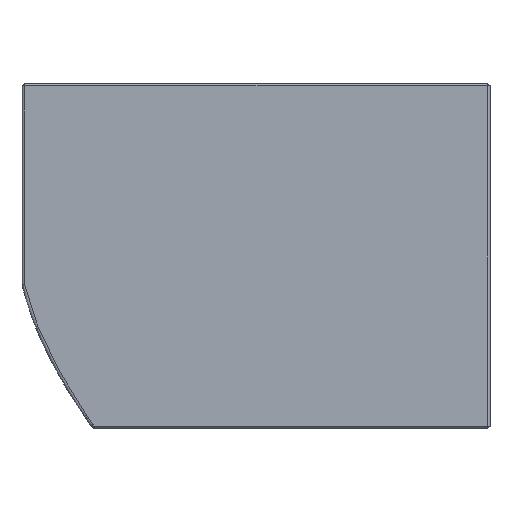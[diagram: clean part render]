
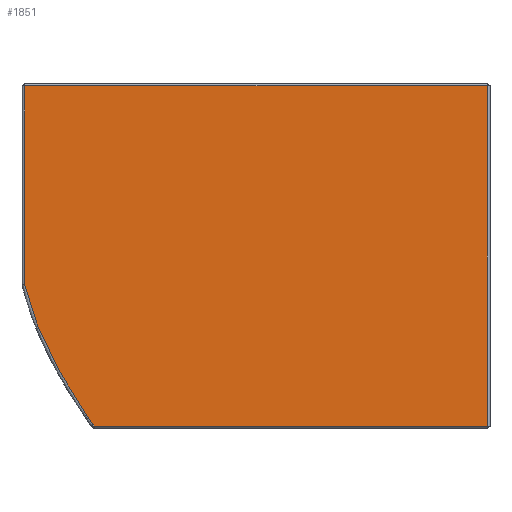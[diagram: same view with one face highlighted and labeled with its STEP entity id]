
A CAD part, front view. The second image highlights one B-rep face of the part: STEP entity #1851.
In plain terms, the highlighted planar face has unit normal (0, -1, 0).
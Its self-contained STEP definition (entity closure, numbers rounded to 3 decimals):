
#43 = CARTESIAN_POINT ( 'NONE',  ( -12.972, 0., 0.307 ) ) ;
#76 = CARTESIAN_POINT ( 'NONE',  ( -18.446, 0., 27.3 ) ) ;
#93 = CARTESIAN_POINT ( 'NONE',  ( -12.972, 0., 0.307 ) ) ;
#128 = DIRECTION ( 'NONE',  ( -1., 0., 0. ) ) ;
#133 = EDGE_CURVE ( 'NONE', #761, #2464, #1234, .T. ) ;
#139 = CARTESIAN_POINT ( 'NONE',  ( -13.425, 0., 0.955 ) ) ;
#227 = CARTESIAN_POINT ( 'NONE',  ( 18.446, 0., 32. ) ) ;
#317 = DIRECTION ( 'NONE',  ( 0., 1., 0. ) ) ;
#327 = EDGE_CURVE ( 'NONE', #1604, #867, #744, .T. ) ;
#330 = VECTOR ( 'NONE', #128, 1000. ) ;
#331 = ORIENTED_EDGE ( 'NONE', *, *, #2479, .T. ) ;
#344 = ORIENTED_EDGE ( 'NONE', *, *, #1804, .T. ) ;
#386 = ORIENTED_EDGE ( 'NONE', *, *, #1787, .T. ) ;
#415 = CARTESIAN_POINT ( 'NONE',  ( -13.425, 0., 0.955 ) ) ;
#540 = CARTESIAN_POINT ( 'NONE',  ( -13.351, 0., 0.845 ) ) ;
#572 = EDGE_CURVE ( 'NONE', #2464, #613, #1362, .T. ) ;
#601 = CARTESIAN_POINT ( 'NONE',  ( -13.416, 0., 0.94 ) ) ;
#613 = VERTEX_POINT ( 'NONE', #540 ) ;
#744 = LINE ( 'NONE', #1789, #2273 ) ;
#761 = VERTEX_POINT ( 'NONE', #1873 ) ;
#790 = DIRECTION ( 'NONE',  ( 0.588, 0., -0.809 ) ) ;
#860 = CARTESIAN_POINT ( 'NONE',  ( 18.446, 0., 0.2 ) ) ;
#867 = VERTEX_POINT ( 'NONE', #1281 ) ;
#882 = VERTEX_POINT ( 'NONE', #860 ) ;
#926 = VECTOR ( 'NONE', #1031, 1000. ) ;
#935 = CARTESIAN_POINT ( 'NONE',  ( -13.351, 0., 0.845 ) ) ;
#941 = PLANE ( 'NONE',  #1049 ) ;
#1002 = CARTESIAN_POINT ( 'NONE',  ( -15.993, 0., 4.681 ) ) ;
#1028 = CARTESIAN_POINT ( 'NONE',  ( -17.761, 0., 8.392 ) ) ;
#1031 = DIRECTION ( 'NONE',  ( 0., 0., 1. ) ) ;
#1049 = AXIS2_PLACEMENT_3D ( 'NONE', #1752, #317, #2575 ) ;
#1234 =( BOUNDED_CURVE ( )  B_SPLINE_CURVE ( 3, ( #2474, #1028, #1002, #415 ),
 .UNSPECIFIED., .F., .T. ) 
 B_SPLINE_CURVE_WITH_KNOTS ( ( 4, 4 ),
 ( 0.697, 1.502 ),
 .UNSPECIFIED. ) 
 CURVE ( )  GEOMETRIC_REPRESENTATION_ITEM ( )  RATIONAL_B_SPLINE_CURVE ( ( 1., 0.947, 0.947, 1. ) ) 
 REPRESENTATION_ITEM ( '' )  );
#1238 = LINE ( 'NONE', #227, #926 ) ;
#1279 = LINE ( 'NONE', #76, #330 ) ;
#1281 = CARTESIAN_POINT ( 'NONE',  ( -12.895, 0., 0.2 ) ) ;
#1339 = DIRECTION ( 'NONE',  ( 1., 0., 0. ) ) ;
#1340 = ORIENTED_EDGE ( 'NONE', *, *, #1690, .T. ) ;
#1345 = CARTESIAN_POINT ( 'NONE',  ( -13.366, 0., 0.867 ) ) ;
#1354 = LINE ( 'NONE', #1512, #1567 ) ;
#1362 = B_SPLINE_CURVE_WITH_KNOTS ( 'NONE', 3,
 ( #139, #601, #2426, #1747, #2037, #1345, #935 ),
 .UNSPECIFIED., .F., .F.,
 ( 4, 3, 4 ),
 ( 0., 0., 0. ),
 .UNSPECIFIED. ) ;
#1383 = CARTESIAN_POINT ( 'NONE',  ( -13.425, 0., 0.955 ) ) ;
#1411 = CARTESIAN_POINT ( 'NONE',  ( -18.446, 0., 32. ) ) ;
#1461 = ORIENTED_EDGE ( 'NONE', *, *, #1530, .T. ) ;
#1512 = CARTESIAN_POINT ( 'NONE',  ( 18.446, 0., 0.2 ) ) ;
#1521 = VECTOR ( 'NONE', #2225, 1000. ) ;
#1530 = EDGE_CURVE ( 'NONE', #2022, #1636, #1279, .T. ) ;
#1556 = CARTESIAN_POINT ( 'NONE',  ( -13.227, 0., 0.664 ) ) ;
#1565 = CARTESIAN_POINT ( 'NONE',  ( 18.446, 0., 27.3 ) ) ;
#1567 = VECTOR ( 'NONE', #1339, 1000. ) ;
#1604 = VERTEX_POINT ( 'NONE', #43 ) ;
#1636 = VERTEX_POINT ( 'NONE', #1885 ) ;
#1688 = ORIENTED_EDGE ( 'NONE', *, *, #327, .T. ) ;
#1690 = EDGE_CURVE ( 'NONE', #882, #2022, #1238, .T. ) ;
#1742 = CARTESIAN_POINT ( 'NONE',  ( -13.101, 0., 0.484 ) ) ;
#1747 = CARTESIAN_POINT ( 'NONE',  ( -13.396, 0., 0.912 ) ) ;
#1752 = CARTESIAN_POINT ( 'NONE',  ( 18.646, 0., 32. ) ) ;
#1787 = EDGE_CURVE ( 'NONE', #613, #1604, #1963, .T. ) ;
#1789 = CARTESIAN_POINT ( 'NONE',  ( -17.118, 0., 6.012 ) ) ;
#1804 = EDGE_CURVE ( 'NONE', #867, #882, #1354, .T. ) ;
#1851 = ADVANCED_FACE ( 'NONE', ( #2144 ), #941, .F. ) ;
#1873 = CARTESIAN_POINT ( 'NONE',  ( -18.446, 0., 11.493 ) ) ;
#1885 = CARTESIAN_POINT ( 'NONE',  ( -18.446, 0., 27.3 ) ) ;
#1887 = ORIENTED_EDGE ( 'NONE', *, *, #133, .T. ) ;
#1963 =( BOUNDED_CURVE ( )  B_SPLINE_CURVE ( 3, ( #2133, #1556, #1742, #93 ),
 .UNSPECIFIED., .F., .T. ) 
 B_SPLINE_CURVE_WITH_KNOTS ( ( 4, 4 ),
 ( 4.681, 4.712 ),
 .UNSPECIFIED. ) 
 CURVE ( )  GEOMETRIC_REPRESENTATION_ITEM ( )  RATIONAL_B_SPLINE_CURVE ( ( 1., 1., 1., 1. ) ) 
 REPRESENTATION_ITEM ( '' )  );
#1979 = ORIENTED_EDGE ( 'NONE', *, *, #572, .T. ) ;
#2022 = VERTEX_POINT ( 'NONE', #1565 ) ;
#2037 = CARTESIAN_POINT ( 'NONE',  ( -13.381, 0., 0.89 ) ) ;
#2133 = CARTESIAN_POINT ( 'NONE',  ( -13.351, 0., 0.845 ) ) ;
#2144 = FACE_OUTER_BOUND ( 'NONE', #2434, .T. ) ;
#2225 = DIRECTION ( 'NONE',  ( 0., 0., -1. ) ) ;
#2273 = VECTOR ( 'NONE', #790, 1000. ) ;
#2389 = LINE ( 'NONE', #1411, #1521 ) ;
#2426 = CARTESIAN_POINT ( 'NONE',  ( -13.406, 0., 0.926 ) ) ;
#2434 = EDGE_LOOP ( 'NONE', ( #1340, #1461, #331, #1887, #1979, #386, #1688, #344 ) ) ;
#2464 = VERTEX_POINT ( 'NONE', #1383 ) ;
#2474 = CARTESIAN_POINT ( 'NONE',  ( -18.446, 0., 11.493 ) ) ;
#2479 = EDGE_CURVE ( 'NONE', #1636, #761, #2389, .T. ) ;
#2575 = DIRECTION ( 'NONE',  ( 0., 0., 1. ) ) ;
